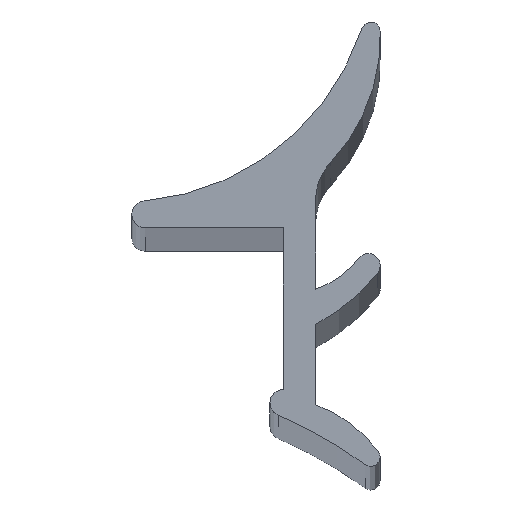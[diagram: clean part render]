
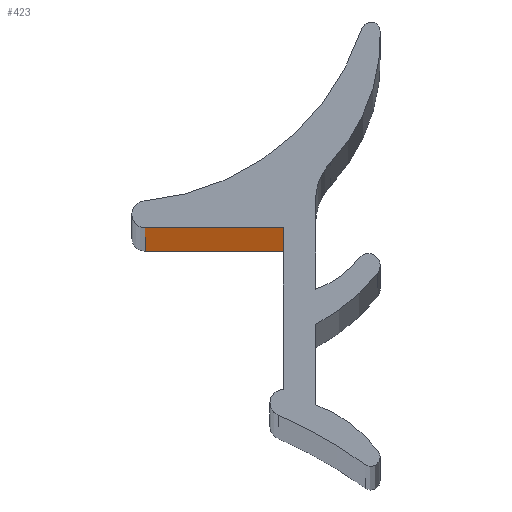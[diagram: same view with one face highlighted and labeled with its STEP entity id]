
A CAD part, top view. The second image highlights one B-rep face of the part: STEP entity #423.
In plain terms, the highlighted planar face has unit normal (0, -1, 0).
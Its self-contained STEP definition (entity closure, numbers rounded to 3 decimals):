
#3 = VERTEX_POINT ( 'NONE', #493 ) ;
#16 = DIRECTION ( 'NONE',  ( 0., 0., 1. ) ) ;
#49 = VECTOR ( 'NONE', #148, 1000. ) ;
#60 = CARTESIAN_POINT ( 'NONE',  ( 4.865, 10., 500. ) ) ;
#113 = DIRECTION ( 'NONE',  ( 0., 0., -1. ) ) ;
#120 = DIRECTION ( 'NONE',  ( 0., 1., 0. ) ) ;
#125 = PLANE ( 'NONE',  #568 ) ;
#137 = EDGE_CURVE ( 'NONE', #348, #685, #598, .T. ) ;
#139 = CARTESIAN_POINT ( 'NONE',  ( 4.006, 10., 500. ) ) ;
#148 = DIRECTION ( 'NONE',  ( -1., 0., 0. ) ) ;
#168 = CARTESIAN_POINT ( 'NONE',  ( 10., 10., 500. ) ) ;
#206 = EDGE_CURVE ( 'NONE', #3, #408, #277, .T. ) ;
#267 = DIRECTION ( 'NONE',  ( -1., 0., 0. ) ) ;
#277 = LINE ( 'NONE', #585, #499 ) ;
#279 = DIRECTION ( 'NONE',  ( 0., 0., 1. ) ) ;
#295 = LINE ( 'NONE', #168, #556 ) ;
#326 = CARTESIAN_POINT ( 'NONE',  ( 4.865, 10., 500. ) ) ;
#348 = VERTEX_POINT ( 'NONE', #448 ) ;
#408 = VERTEX_POINT ( 'NONE', #603 ) ;
#423 = ADVANCED_FACE ( 'NONE', ( #519 ), #125, .F. ) ;
#433 = ORIENTED_EDGE ( 'NONE', *, *, #137, .T. ) ;
#448 = CARTESIAN_POINT ( 'NONE',  ( 10., 10., 500. ) ) ;
#456 = EDGE_CURVE ( 'NONE', #408, #685, #460, .T. ) ;
#458 = ORIENTED_EDGE ( 'NONE', *, *, #456, .F. ) ;
#460 = LINE ( 'NONE', #326, #553 ) ;
#493 = CARTESIAN_POINT ( 'NONE',  ( 10., 10., 0. ) ) ;
#499 = VECTOR ( 'NONE', #267, 1000. ) ;
#519 = FACE_OUTER_BOUND ( 'NONE', #624, .T. ) ;
#547 = CARTESIAN_POINT ( 'NONE',  ( 4.865, 10., 500. ) ) ;
#553 = VECTOR ( 'NONE', #16, 1000. ) ;
#556 = VECTOR ( 'NONE', #113, 1000. ) ;
#568 = AXIS2_PLACEMENT_3D ( 'NONE', #547, #120, #279 ) ;
#585 = CARTESIAN_POINT ( 'NONE',  ( 4.006, 10., 0. ) ) ;
#598 = LINE ( 'NONE', #139, #49 ) ;
#603 = CARTESIAN_POINT ( 'NONE',  ( 4.865, 10., 0. ) ) ;
#611 = EDGE_CURVE ( 'NONE', #348, #3, #295, .T. ) ;
#624 = EDGE_LOOP ( 'NONE', ( #656, #433, #458, #627 ) ) ;
#627 = ORIENTED_EDGE ( 'NONE', *, *, #206, .F. ) ;
#656 = ORIENTED_EDGE ( 'NONE', *, *, #611, .F. ) ;
#685 = VERTEX_POINT ( 'NONE', #60 ) ;
